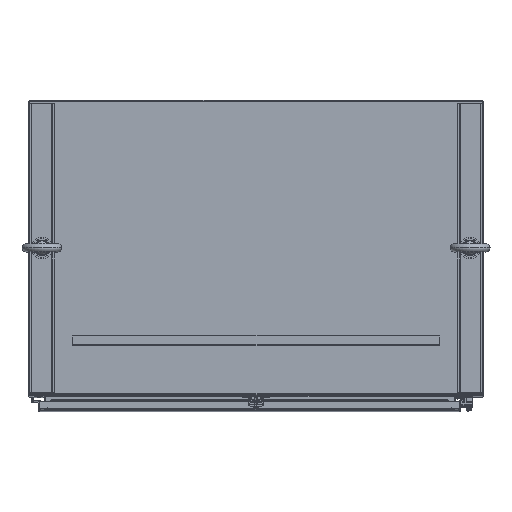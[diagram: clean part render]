
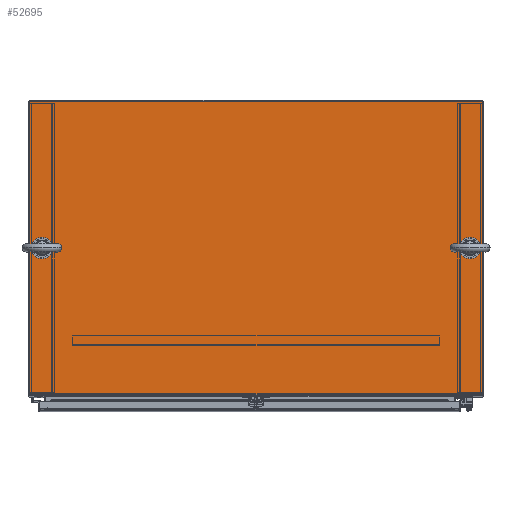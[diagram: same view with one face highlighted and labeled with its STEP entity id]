
A CAD part, top view. The second image highlights one B-rep face of the part: STEP entity #52695.
In plain terms, the highlighted planar face has unit normal (0, 0, 1).
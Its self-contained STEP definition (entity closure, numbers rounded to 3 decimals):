
#169 = ORIENTED_EDGE ( 'NONE', *, *, #33185, .T. ) ;
#974 = CIRCLE ( 'NONE', #39756, 0.375 ) ;
#1899 = VERTEX_POINT ( 'NONE', #59459 ) ;
#3524 = DIRECTION ( 'NONE',  ( 0., -1., 0. ) ) ;
#3738 = ORIENTED_EDGE ( 'NONE', *, *, #29274, .T. ) ;
#6635 = CARTESIAN_POINT ( 'NONE',  ( 17.435, -12.028, 36.03 ) ) ;
#7014 = ORIENTED_EDGE ( 'NONE', *, *, #69595, .T. ) ;
#7475 = CARTESIAN_POINT ( 'NONE',  ( -18.435, -23.917, 36.03 ) ) ;
#7944 = LINE ( 'NONE', #19718, #46984 ) ;
#9913 = CARTESIAN_POINT ( 'NONE',  ( -17.81, -12.028, 36.03 ) ) ;
#10214 = FACE_OUTER_BOUND ( 'NONE', #35703, .T. ) ;
#12097 = CARTESIAN_POINT ( 'NONE',  ( 17.435, -12.028, 36.03 ) ) ;
#16256 = DIRECTION ( 'NONE',  ( 0., 1., 0. ) ) ;
#19104 = EDGE_LOOP ( 'NONE', ( #32118, #45177 ) ) ;
#19718 = CARTESIAN_POINT ( 'NONE',  ( -18.435, -0.06, 36.03 ) ) ;
#19744 = VECTOR ( 'NONE', #16256, 39.37 ) ;
#21241 = AXIS2_PLACEMENT_3D ( 'NONE', #12097, #62562, #40087 ) ;
#23554 = DIRECTION ( 'NONE',  ( -1., 0., 0. ) ) ;
#23732 = CARTESIAN_POINT ( 'NONE',  ( 18.435, -23.917, 36.03 ) ) ;
#23989 = VERTEX_POINT ( 'NONE', #68145 ) ;
#24301 = VERTEX_POINT ( 'NONE', #59632 ) ;
#24470 = DIRECTION ( 'NONE',  ( 1., 0., 0. ) ) ;
#24835 = DIRECTION ( 'NONE',  ( 0., 0., -1. ) ) ;
#25573 = CIRCLE ( 'NONE', #65559, 0.375 ) ;
#26961 = LINE ( 'NONE', #38711, #19744 ) ;
#28491 = CARTESIAN_POINT ( 'NONE',  ( -17.06, -12.028, 36.03 ) ) ;
#29052 = EDGE_LOOP ( 'NONE', ( #3738, #62422 ) ) ;
#29060 = LINE ( 'NONE', #51516, #60327 ) ;
#29274 = EDGE_CURVE ( 'NONE', #54845, #36195, #974, .T. ) ;
#31317 = CARTESIAN_POINT ( 'NONE',  ( -18.435, -24.06, 36.03 ) ) ;
#31521 = CARTESIAN_POINT ( 'NONE',  ( -17.435, -12.028, 36.03 ) ) ;
#32118 = ORIENTED_EDGE ( 'NONE', *, *, #59943, .T. ) ;
#32468 = ORIENTED_EDGE ( 'NONE', *, *, #68329, .T. ) ;
#32688 = EDGE_CURVE ( 'NONE', #23989, #1899, #65923, .T. ) ;
#33185 = EDGE_CURVE ( 'NONE', #24301, #70138, #33749, .T. ) ;
#33749 = LINE ( 'NONE', #56206, #53040 ) ;
#35022 = VERTEX_POINT ( 'NONE', #23732 ) ;
#35703 = EDGE_LOOP ( 'NONE', ( #32468, #169, #7014, #59581 ) ) ;
#36195 = VERTEX_POINT ( 'NONE', #9913 ) ;
#36677 = VERTEX_POINT ( 'NONE', #7475 ) ;
#37389 = DIRECTION ( 'NONE',  ( 1., 0., 0. ) ) ;
#38711 = CARTESIAN_POINT ( 'NONE',  ( 18.435, -24.06, 36.03 ) ) ;
#39443 = EDGE_CURVE ( 'NONE', #35022, #36677, #29060, .T. ) ;
#39756 = AXIS2_PLACEMENT_3D ( 'NONE', #70844, #24835, #24470 ) ;
#40087 = DIRECTION ( 'NONE',  ( 1., 0., 0. ) ) ;
#40228 = AXIS2_PLACEMENT_3D ( 'NONE', #31317, #55131, #53772 ) ;
#41305 = EDGE_CURVE ( 'NONE', #36195, #54845, #61683, .T. ) ;
#44947 = DIRECTION ( 'NONE',  ( 1., 0., 0. ) ) ;
#45177 = ORIENTED_EDGE ( 'NONE', *, *, #32688, .T. ) ;
#46984 = VECTOR ( 'NONE', #3524, 39.37 ) ;
#47169 = PLANE ( 'NONE',  #40228 ) ;
#47263 = CARTESIAN_POINT ( 'NONE',  ( -18.435, -0.06, 36.03 ) ) ;
#51516 = CARTESIAN_POINT ( 'NONE',  ( -18.435, -23.917, 36.03 ) ) ;
#52684 = FACE_BOUND ( 'NONE', #19104, .T. ) ;
#52695 = ADVANCED_FACE ( 'NONE', ( #10214, #52684, #53410 ), #47169, .T. ) ;
#53040 = VECTOR ( 'NONE', #61021, 39.37 ) ;
#53410 = FACE_BOUND ( 'NONE', #29052, .T. ) ;
#53772 = DIRECTION ( 'NONE',  ( 1., 0., 0. ) ) ;
#54845 = VERTEX_POINT ( 'NONE', #28491 ) ;
#55131 = DIRECTION ( 'NONE',  ( 0., 0., 1. ) ) ;
#56206 = CARTESIAN_POINT ( 'NONE',  ( 18.435, -0.06, 36.03 ) ) ;
#59459 = CARTESIAN_POINT ( 'NONE',  ( 17.81, -12.028, 36.03 ) ) ;
#59581 = ORIENTED_EDGE ( 'NONE', *, *, #39443, .F. ) ;
#59632 = CARTESIAN_POINT ( 'NONE',  ( 18.435, -0.06, 36.03 ) ) ;
#59943 = EDGE_CURVE ( 'NONE', #1899, #23989, #25573, .T. ) ;
#60327 = VECTOR ( 'NONE', #23554, 39.37 ) ;
#61021 = DIRECTION ( 'NONE',  ( -1., 0., 0. ) ) ;
#61683 = CIRCLE ( 'NONE', #72299, 0.375 ) ;
#62422 = ORIENTED_EDGE ( 'NONE', *, *, #41305, .T. ) ;
#62562 = DIRECTION ( 'NONE',  ( 0., 0., -1. ) ) ;
#64673 = DIRECTION ( 'NONE',  ( 0., 0., -1. ) ) ;
#65559 = AXIS2_PLACEMENT_3D ( 'NONE', #6635, #67404, #44947 ) ;
#65923 = CIRCLE ( 'NONE', #21241, 0.375 ) ;
#67404 = DIRECTION ( 'NONE',  ( 0., 0., -1. ) ) ;
#68145 = CARTESIAN_POINT ( 'NONE',  ( 17.06, -12.028, 36.03 ) ) ;
#68329 = EDGE_CURVE ( 'NONE', #35022, #24301, #26961, .T. ) ;
#69595 = EDGE_CURVE ( 'NONE', #70138, #36677, #7944, .T. ) ;
#70138 = VERTEX_POINT ( 'NONE', #47263 ) ;
#70844 = CARTESIAN_POINT ( 'NONE',  ( -17.435, -12.028, 36.03 ) ) ;
#72299 = AXIS2_PLACEMENT_3D ( 'NONE', #31521, #64673, #37389 ) ;
